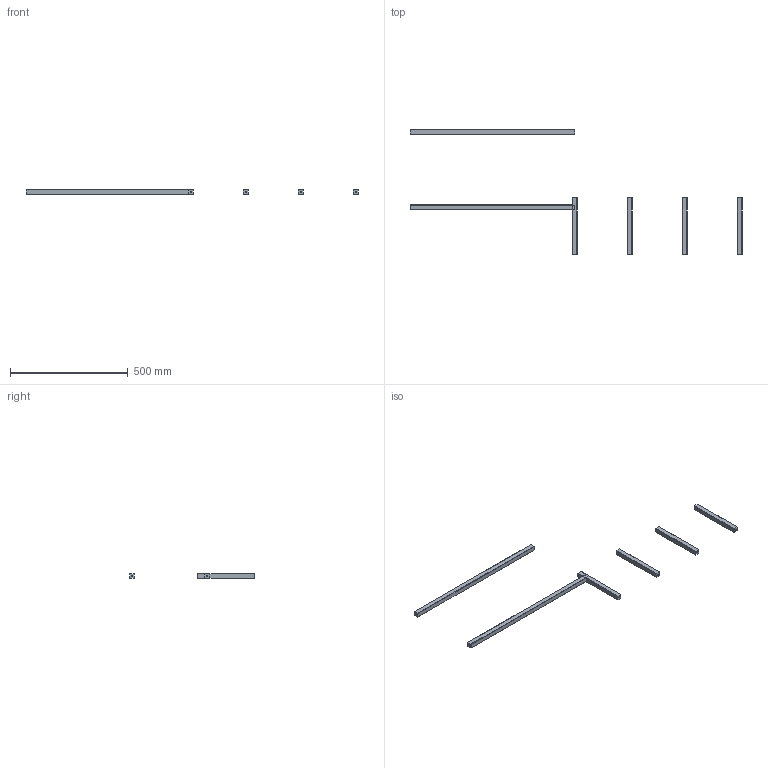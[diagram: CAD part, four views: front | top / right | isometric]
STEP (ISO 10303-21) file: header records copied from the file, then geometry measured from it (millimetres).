
FILE_DESCRIPTION(('Open CASCADE Model'),'2;1');
FILE_NAME('Open CASCADE Shape Model','2026-02-08T19:17:57',('Author'),( 'Open CASCADE'),'Open CASCADE STEP processor 7.8','Open CASCADE 7.8' ,'Unknown');
FILE_SCHEMA(('AUTOMOTIVE_DESIGN { 1 0 10303 214 1 1 1 1 }'));
Length unit declared in the file: millimetre
Products named in the file (3): e0136b45-0522-11f1-9760-8cdcd4d20291; rail_L; xbeam_1
Assembly tree (6 placements, depth 2):
  e0136b45-0522-11f1-9760-8cdcd4d20291
    rail_L  x2
    xbeam_1  x4
Bounding box: 1410 x 530 x 20 mm (x, y, z)
Volume: 892941.5 mm3; surface area: 224881.3 mm2
Topology: 6 solids, 6 shells, 66 faces, 162 edges, 108 vertices
Faces by surface type: plane 60, cylinder 6
Full cylindrical faces by diameter (mm): 5 x6
Entity records: 1458 total; most frequent: CARTESIAN_POINT 251, DIRECTION 220, LINE 154, VECTOR 154, ORIENTED_EDGE 108, PCURVE 108, DEFINITIONAL_REPRESENTATION 108, EDGE_CURVE 54
